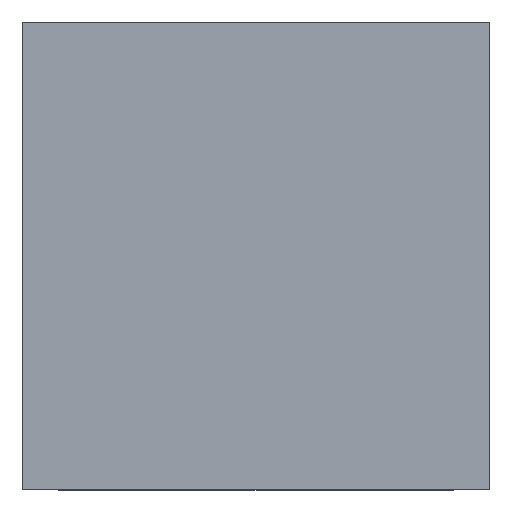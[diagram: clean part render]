
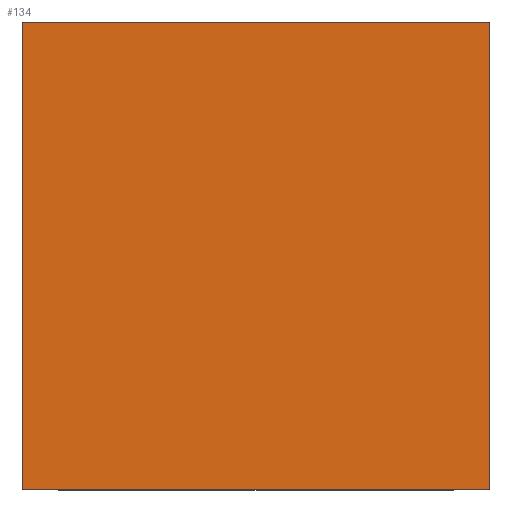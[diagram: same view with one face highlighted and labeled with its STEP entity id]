
A CAD part, left-side view. The second image highlights one B-rep face of the part: STEP entity #134.
In plain terms, the highlighted planar face has unit normal (-1, 0, 0).
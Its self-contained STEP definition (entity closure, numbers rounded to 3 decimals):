
#134 = ADVANCED_FACE( '', ( #231 ), #232, .F. );
#231 = FACE_OUTER_BOUND( '', #312, .T. );
#232 = PLANE( '', #313 );
#312 = EDGE_LOOP( '', ( #379, #380, #381, #382 ) );
#313 = AXIS2_PLACEMENT_3D( '', #383, #384, #385 );
#379 = ORIENTED_EDGE( '', *, *, #518, .T. );
#380 = ORIENTED_EDGE( '', *, *, #519, .F. );
#381 = ORIENTED_EDGE( '', *, *, #520, .F. );
#382 = ORIENTED_EDGE( '', *, *, #521, .T. );
#383 = CARTESIAN_POINT( '', ( -0.875, -0.475, 0.475 ) );
#384 = DIRECTION( '', ( 1., 0., 0. ) );
#385 = DIRECTION( '', ( 0., 0., -1. ) );
#518 = EDGE_CURVE( '', #578, #579, #580, .T. );
#519 = EDGE_CURVE( '', #581, #579, #582, .T. );
#520 = EDGE_CURVE( '', #583, #581, #584, .T. );
#521 = EDGE_CURVE( '', #583, #578, #585, .T. );
#578 = VERTEX_POINT( '', #663 );
#579 = VERTEX_POINT( '', #664 );
#580 = LINE( '', #665, #666 );
#581 = VERTEX_POINT( '', #667 );
#582 = LINE( '', #668, #669 );
#583 = VERTEX_POINT( '', #670 );
#584 = LINE( '', #671, #672 );
#585 = LINE( '', #673, #674 );
#663 = CARTESIAN_POINT( '', ( -0.875, 0.475, 0.475 ) );
#664 = CARTESIAN_POINT( '', ( -0.875, 0.475, -0.475 ) );
#665 = CARTESIAN_POINT( '', ( -0.875, 0.475, 0.475 ) );
#666 = VECTOR( '', #761, 1000. );
#667 = CARTESIAN_POINT( '', ( -0.875, -0.475, -0.475 ) );
#668 = CARTESIAN_POINT( '', ( -0.875, -0.475, -0.475 ) );
#669 = VECTOR( '', #762, 1000. );
#670 = CARTESIAN_POINT( '', ( -0.875, -0.475, 0.475 ) );
#671 = CARTESIAN_POINT( '', ( -0.875, -0.475, 0.475 ) );
#672 = VECTOR( '', #763, 1000. );
#673 = CARTESIAN_POINT( '', ( -0.875, -0.475, 0.475 ) );
#674 = VECTOR( '', #764, 1000. );
#761 = DIRECTION( '', ( 0., 0., -1. ) );
#762 = DIRECTION( '', ( 0., 1., 0. ) );
#763 = DIRECTION( '', ( 0., 0., -1. ) );
#764 = DIRECTION( '', ( 0., 1., 0. ) );
